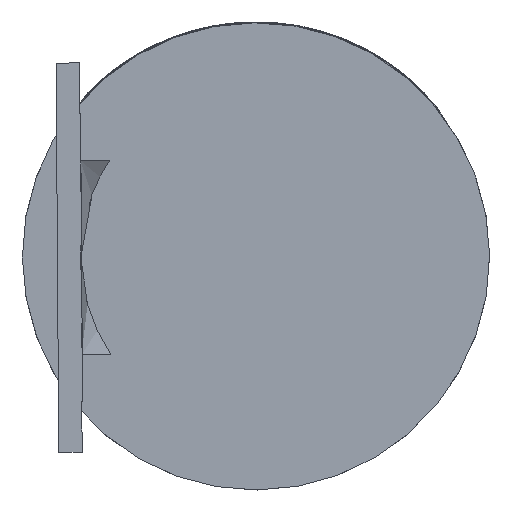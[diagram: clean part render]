
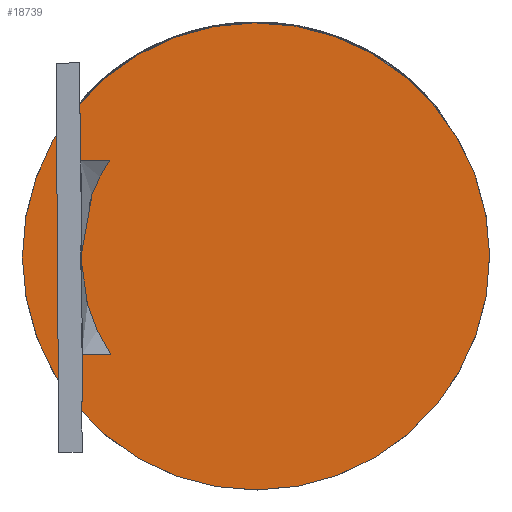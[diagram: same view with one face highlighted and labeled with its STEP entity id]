
A CAD part, left-side view. The second image highlights one B-rep face of the part: STEP entity #18739.
In plain terms, the highlighted planar face has unit normal (-1, 0, 0).
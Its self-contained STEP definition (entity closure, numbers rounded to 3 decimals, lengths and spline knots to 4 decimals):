
#842=B_SPLINE_CURVE_WITH_KNOTS('',3,(#23392,#23393,#23394,#23395,#23396),
 .UNSPECIFIED.,.F.,.F.,(4,1,4),(0.,0.5,1.),.UNSPECIFIED.);
#843=B_SPLINE_CURVE_WITH_KNOTS('',3,(#23397,#23398,#23399,#23400,#23401),
 .UNSPECIFIED.,.F.,.F.,(4,1,4),(0.,0.5,1.),.UNSPECIFIED.);
#2364=LINE('',#23374,#3451);
#2368=LINE('',#23382,#3455);
#3451=VECTOR('',#20800,0.1191);
#3455=VECTOR('',#20806,0.1191);
#4480=FACE_BOUND('',#5733,.T.);
#4679=FACE_OUTER_BOUND('',#5732,.T.);
#5732=EDGE_LOOP('',(#12109));
#5733=EDGE_LOOP('',(#12110,#12111,#12112,#12113));
#6883=CIRCLE('',#19825,3.);
#7252=VERTEX_POINT('',#23371);
#7253=VERTEX_POINT('',#23373);
#7255=VERTEX_POINT('',#23379);
#7256=VERTEX_POINT('',#23381);
#7257=VERTEX_POINT('',#23390);
#9182=EDGE_CURVE('',#7252,#7253,#2364,.T.);
#9186=EDGE_CURVE('',#7255,#7256,#2368,.T.);
#9188=EDGE_CURVE('',#7257,#7257,#6883,.T.);
#9189=EDGE_CURVE('',#7256,#7252,#842,.T.);
#9190=EDGE_CURVE('',#7253,#7255,#843,.T.);
#12109=ORIENTED_EDGE('',*,*,#9188,.F.);
#12110=ORIENTED_EDGE('',*,*,#9182,.F.);
#12111=ORIENTED_EDGE('',*,*,#9189,.F.);
#12112=ORIENTED_EDGE('',*,*,#9186,.F.);
#12113=ORIENTED_EDGE('',*,*,#9190,.F.);
#17465=PLANE('',#19824);
#18739=ADVANCED_FACE('',(#4679,#4480),#17465,.T.);
#19824=AXIS2_PLACEMENT_3D('',#23389,#20807,#20808);
#19825=AXIS2_PLACEMENT_3D('',#23391,#20809,#20810);
#20800=DIRECTION('',(0.,1.,-0.007));
#20806=DIRECTION('',(0.,-1.,0.007));
#20807=DIRECTION('center_axis',(-1.,0.,0.));
#20808=DIRECTION('ref_axis',(0.,-1.,0.007));
#20809=DIRECTION('center_axis',(1.,0.,0.));
#20810=DIRECTION('ref_axis',(0.,1.,-0.007));
#23371=CARTESIAN_POINT('',(-20.5,1.8793,1.2369));
#23373=CARTESIAN_POINT('',(-20.5,1.9984,1.2361));
#23374=CARTESIAN_POINT('',(-20.5,1.8793,1.2369));
#23379=CARTESIAN_POINT('',(-20.5,1.9812,-1.2638));
#23381=CARTESIAN_POINT('',(-20.5,1.8621,-1.263));
#23382=CARTESIAN_POINT('',(-20.5,1.9812,-1.2638));
#23389=CARTESIAN_POINT('Origin',(-20.5,-0.0001,-0.0002));
#23390=CARTESIAN_POINT('',(-20.5,2.9998,-0.0208));
#23391=CARTESIAN_POINT('Origin',(-20.5,-0.0001,-0.0002));
#23392=CARTESIAN_POINT('Ctrl Pts',(-20.5,1.8621,-1.263));
#23393=CARTESIAN_POINT('Ctrl Pts',(-20.5,2.11,-0.8974));
#23394=CARTESIAN_POINT('Ctrl Pts',(-20.5,2.3836,-0.0166));
#23395=CARTESIAN_POINT('Ctrl Pts',(-20.5,2.1222,0.8679));
#23396=CARTESIAN_POINT('Ctrl Pts',(-20.5,1.8793,1.2369));
#23397=CARTESIAN_POINT('Ctrl Pts',(-20.5,1.9984,1.2361));
#23398=CARTESIAN_POINT('Ctrl Pts',(-20.5,2.2296,0.8625));
#23399=CARTESIAN_POINT('Ctrl Pts',(-20.5,2.4762,-0.0172));
#23400=CARTESIAN_POINT('Ctrl Pts',(-20.5,2.2175,-0.8934));
#23401=CARTESIAN_POINT('Ctrl Pts',(-20.5,1.9812,-1.2638));
